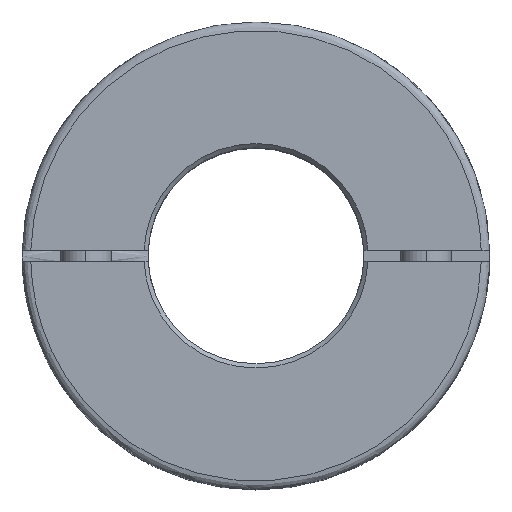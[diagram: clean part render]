
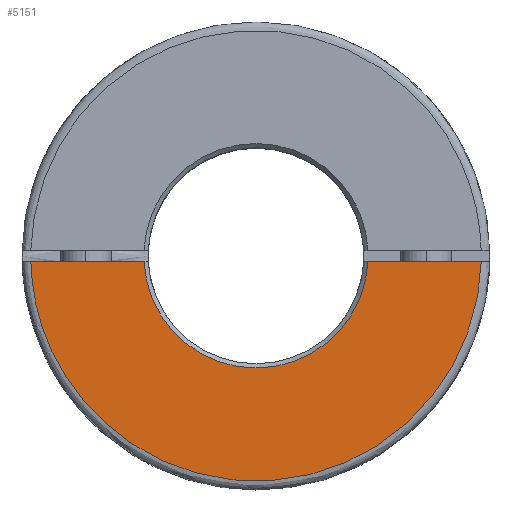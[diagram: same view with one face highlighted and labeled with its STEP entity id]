
A CAD part, top view. The second image highlights one B-rep face of the part: STEP entity #5151.
In plain terms, the highlighted planar face has unit normal (0, 0, 1).
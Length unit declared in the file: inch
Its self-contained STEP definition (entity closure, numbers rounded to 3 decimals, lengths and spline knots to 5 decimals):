
#411 = ORIENTED_EDGE ( 'NONE', *, *, #921, .F. ) ;
#418 = DIRECTION ( 'NONE',  ( 1., 0., 0. ) ) ;
#459 = ORIENTED_EDGE ( 'NONE', *, *, #5369, .F. ) ;
#735 = CARTESIAN_POINT ( 'NONE',  ( 0.99422, -2.01343, 0.90551 ) ) ;
#921 = EDGE_CURVE ( 'NONE', #5953, #5502, #5997, .T. ) ;
#1085 = CARTESIAN_POINT ( 'NONE',  ( 1.04299, -0.02559, 0.90551 ) ) ;
#1609 = DIRECTION ( 'NONE',  ( 1., 0., 0. ) ) ;
#2051 = CARTESIAN_POINT ( 'NONE',  ( -0.99422, -2.01343, 0.90551 ) ) ;
#2303 = VERTEX_POINT ( 'NONE', #3337 ) ;
#2659 = EDGE_LOOP ( 'NONE', ( #7277, #4401, #411, #459 ) ) ;
#2945 = PLANE ( 'NONE',  #7420 ) ;
#3337 = CARTESIAN_POINT ( 'NONE',  ( 0.51905, -0.02559, 0.90551 ) ) ;
#3482 = CARTESIAN_POINT ( 'NONE',  ( 0.37402, -0.02559, 0.90551 ) ) ;
#3527 = LINE ( 'NONE', #3482, #7243 ) ;
#3685 = DIRECTION ( 'NONE',  ( 0., 0., 1. ) ) ;
#3811 = DIRECTION ( 'NONE',  ( 1., 0., 0. ) ) ;
#3858 = VERTEX_POINT ( 'NONE', #4564 ) ;
#3871 = EDGE_CURVE ( 'NONE', #2303, #3858, #6587, .T. ) ;
#4401 = ORIENTED_EDGE ( 'NONE', *, *, #7676, .F. ) ;
#4564 = CARTESIAN_POINT ( 'NONE',  ( -0.51905, -0.02559, 0.90551 ) ) ;
#4967 = VECTOR ( 'NONE', #418, 39.37008 ) ;
#5150 = DIRECTION ( 'NONE',  ( 0., 0., -1. ) ) ;
#5151 = ADVANCED_FACE ( 'NONE', ( #7917 ), #2945, .T. ) ;
#5328 = CARTESIAN_POINT ( 'NONE',  ( 0., 0., 0.90551 ) ) ;
#5369 = EDGE_CURVE ( 'NONE', #2303, #5953, #6497, .T. ) ;
#5502 = VERTEX_POINT ( 'NONE', #8034 ) ;
#5718 = DIRECTION ( 'NONE',  ( 1., 0., 0. ) ) ;
#5953 = VERTEX_POINT ( 'NONE', #1085 ) ;
#5997 =( BOUNDED_CURVE ( )  B_SPLINE_CURVE ( 3, ( #6778, #735, #2051, #6869 ),
 .UNSPECIFIED., .F., .F. ) 
 B_SPLINE_CURVE_WITH_KNOTS ( ( 4, 4 ),
 ( 0., 1. ),
 .UNSPECIFIED. ) 
 CURVE ( )  GEOMETRIC_REPRESENTATION_ITEM ( )  RATIONAL_B_SPLINE_CURVE ( ( 1., 0.35, 0.35, 1. ) ) 
 REPRESENTATION_ITEM ( '' )  );
#6290 = AXIS2_PLACEMENT_3D ( 'NONE', #5328, #5150, #3811 ) ;
#6497 = LINE ( 'NONE', #8605, #4967 ) ;
#6587 = CIRCLE ( 'NONE', #6290, 0.51969 ) ;
#6778 = CARTESIAN_POINT ( 'NONE',  ( 1.04299, -0.02559, 0.90551 ) ) ;
#6869 = CARTESIAN_POINT ( 'NONE',  ( -1.04299, -0.02559, 0.90551 ) ) ;
#7243 = VECTOR ( 'NONE', #5718, 39.37008 ) ;
#7277 = ORIENTED_EDGE ( 'NONE', *, *, #3871, .T. ) ;
#7420 = AXIS2_PLACEMENT_3D ( 'NONE', #7594, #3685, #1609 ) ;
#7594 = CARTESIAN_POINT ( 'NONE',  ( 0., 0., 0.90551 ) ) ;
#7676 = EDGE_CURVE ( 'NONE', #5502, #3858, #3527, .T. ) ;
#7917 = FACE_OUTER_BOUND ( 'NONE', #2659, .T. ) ;
#8034 = CARTESIAN_POINT ( 'NONE',  ( -1.04299, -0.02559, 0.90551 ) ) ;
#8605 = CARTESIAN_POINT ( 'NONE',  ( 0.37402, -0.02559, 0.90551 ) ) ;
